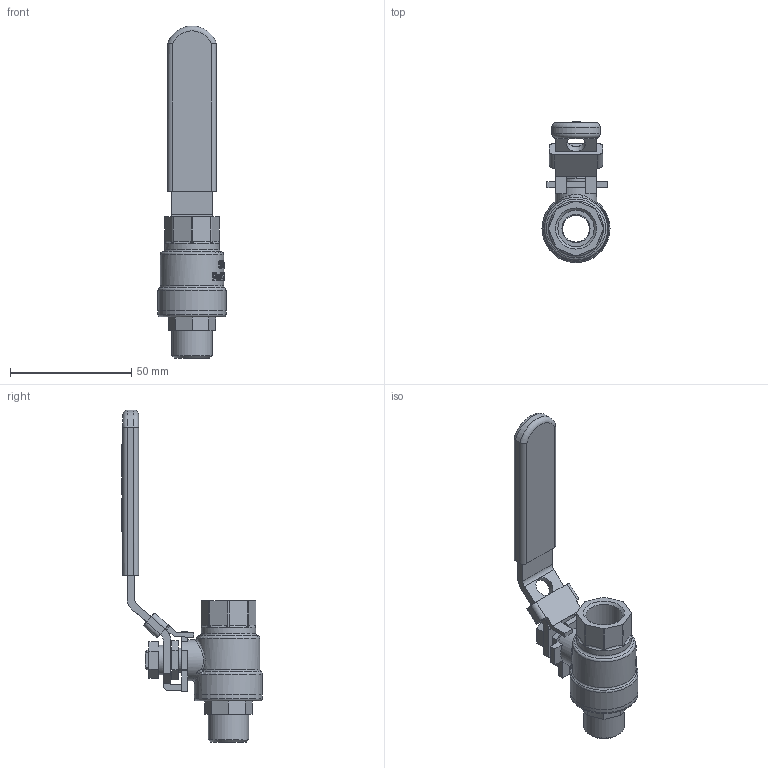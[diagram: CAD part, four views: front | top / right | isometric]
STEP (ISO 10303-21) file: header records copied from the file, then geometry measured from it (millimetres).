
FILE_DESCRIPTION(/* description */ ('789003'),/* implementation_level */ '2;1');
FILE_NAME(/* name */ '789003.stp',/* time_stamp */ '2019-05-10T15:50:19+02:00',/* author */ ('jmorand'),/* organization */ ('Sferaco'),/* preprocessor_version */ 'ST-DEVELOPER v17.2',/* originating_system */ 'Autodesk Inventor 2019',/* authorisation */ '');
FILE_SCHEMA (('AUTOMOTIVE_DESIGN { 1 0 10303 214 3 1 1 }'));
Length unit declared in the file: millimetre
Products named in the file (1): 789003_bd
Bounding box: 28 x 58 x 136.7 mm (x, y, z)
Volume: 33036.1 mm3; surface area: 23228.8 mm2
Topology: 9 solids, 9 shells, 805 faces, 2165 edges, 1437 vertices
Faces by surface type: bspline 390, plane 328, cylinder 72, torus 7, cone 6, sphere 2
Full cylindrical faces by diameter (mm): 6.647 x1, 7.8 x1, 8 x2, 10 x1, 10.106 x1, 11 x1, 11.6 x1, 14.95 x1, 16.66 x1, 17 x1, 22.5 x1, 28 x2
Entity records: 33267 total; most frequent: CARTESIAN_POINT 14606, ORIENTED_EDGE 4330, DIRECTION 2485, EDGE_CURVE 2165, VERTEX_POINT 1437, LINE 1111, VECTOR 1111, EDGE_LOOP 878
